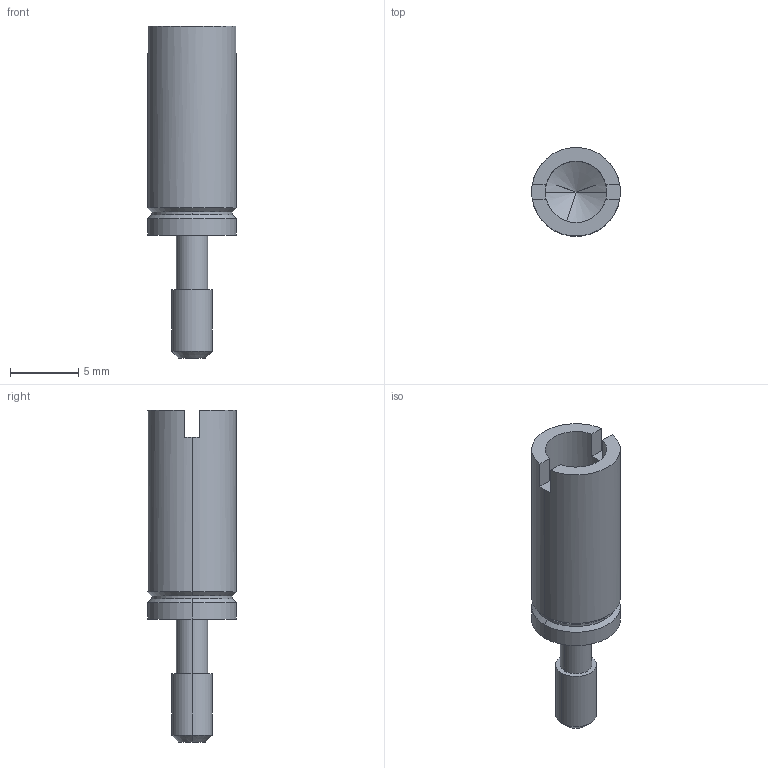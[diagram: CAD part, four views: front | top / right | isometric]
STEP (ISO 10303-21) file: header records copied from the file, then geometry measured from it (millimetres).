
FILE_DESCRIPTION(('HOOPS Exchange Step'),'2;1');
FILE_NAME('export-41AF21DD-2ED6-4FF1-9105-CB12EA4BBBC4.stp','2022-09-28T15:16:22+02:00',('Engineering'),('Alibre'),'HOOPS Exchange 2021.0','Alibre','Unknown authorisation');
FILE_SCHEMA( ('AP242_MANAGED_MODEL_BASED_3D_ENGINEERING_MIM_LF {1 0 10303 442 1 1 4 }') );
Length unit declared in the file: millimetre
Products named in the file (2): 6063-1 Coding element - HC-CBU-MOD - 1636130; 6063 Coding element - HC-CBU-MOD - 1636130
Assembly tree (1 placements, depth 2):
  6063 Coding element - HC-CBU-MOD - 1636130
    6063-1 Coding element - HC-CBU-MOD - 1636130
Bounding box: 6.5 x 6.5 x 24.3 mm (x, y, z)
Volume: 334.4 mm3; surface area: 649.8 mm2
Topology: 1 solids, 1 shells, 32 faces, 80 edges, 49 vertices
Faces by surface type: cylinder 12, plane 11, cone 9
Entity records: 1013 total; most frequent: DIRECTION 191, CARTESIAN_POINT 163, ORIENTED_EDGE 154, AXIS2_PLACEMENT_3D 77, EDGE_CURVE 77, VERTEX_POINT 49, CIRCLE 40, VECTOR 37
